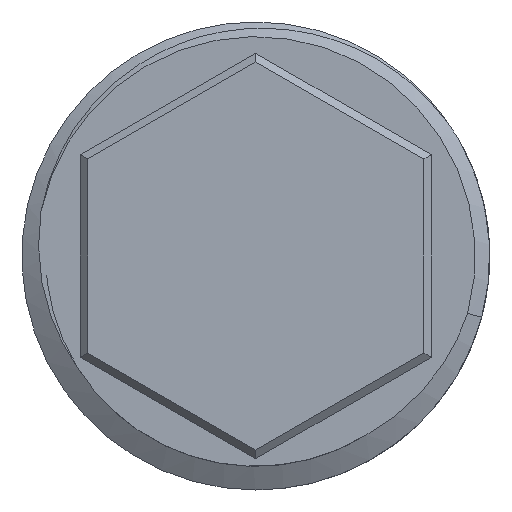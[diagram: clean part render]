
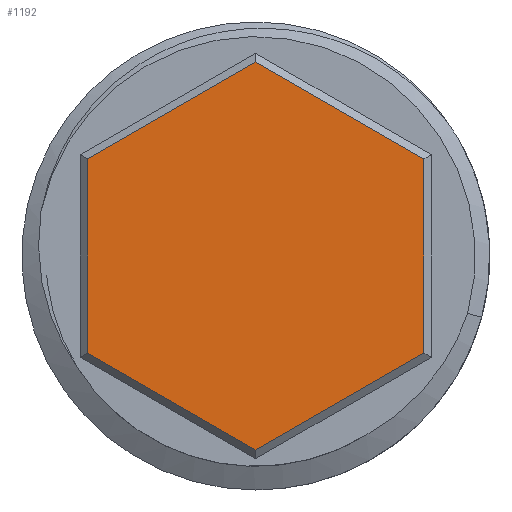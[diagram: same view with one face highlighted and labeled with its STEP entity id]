
A CAD part, left-side view. The second image highlights one B-rep face of the part: STEP entity #1192.
In plain terms, the highlighted planar face has unit normal (-1, 0, 0).
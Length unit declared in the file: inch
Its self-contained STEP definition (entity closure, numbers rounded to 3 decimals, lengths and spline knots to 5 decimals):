
#43 = CARTESIAN_POINT ( 'NONE',  ( 0., -0.23122, -0.12772 ) ) ;
#261 = CARTESIAN_POINT ( 'NONE',  ( 0., 0.005, 0.2641 ) ) ;
#317 = DIRECTION ( 'NONE',  ( 0., 0.866, 0.5 ) ) ;
#391 = VECTOR ( 'NONE', #940, 39.37008 ) ;
#447 = LINE ( 'NONE', #43, #391 ) ;
#524 = DIRECTION ( 'NONE',  ( 0., 0., -1. ) ) ;
#552 = DIRECTION ( 'NONE',  ( 0., 0.866, -0.5 ) ) ;
#604 = LINE ( 'NONE', #2071, #4117 ) ;
#719 = VERTEX_POINT ( 'NONE', #3058 ) ;
#940 = DIRECTION ( 'NONE',  ( 0., -0.866, 0.5 ) ) ;
#1014 = CARTESIAN_POINT ( 'NONE',  ( 0., 0.22622, -0.13638 ) ) ;
#1192 = ADVANCED_FACE ( 'Defeatured_0_28', ( #3070 ), #3511, .F. ) ;
#1289 = VECTOR ( 'NONE', #317, 39.37008 ) ;
#1329 = CARTESIAN_POINT ( 'NONE',  ( 0., 0., 0.26122 ) ) ;
#1415 = CARTESIAN_POINT ( 'NONE',  ( 0., 0.23122, 0.12772 ) ) ;
#1432 = ORIENTED_EDGE ( 'NONE', *, *, #1768, .T. ) ;
#1576 = EDGE_LOOP ( 'NONE', ( #1432, #1862, #1847, #5374, #2897, #4906 ) ) ;
#1605 = CARTESIAN_POINT ( 'NONE',  ( 0., 0.22622, 0.13061 ) ) ;
#1768 = EDGE_CURVE ( 'Defeatured_0_28+Defeatured_0_45+Defeatured_0_43+Defeatured_0_47', #719, #3581, #5017, .T. ) ;
#1847 = ORIENTED_EDGE ( 'NONE', *, *, #2721, .T. ) ;
#1862 = ORIENTED_EDGE ( 'NONE', *, *, #2659, .T. ) ;
#1927 = CARTESIAN_POINT ( 'NONE',  ( 0., 0.22622, -0.13061 ) ) ;
#2047 = VERTEX_POINT ( 'NONE', #2323 ) ;
#2071 = CARTESIAN_POINT ( 'NONE',  ( 0., -0.005, -0.2641 ) ) ;
#2323 = CARTESIAN_POINT ( 'NONE',  ( 0., -0.22622, -0.13061 ) ) ;
#2387 = LINE ( 'NONE', #1415, #4581 ) ;
#2406 = VERTEX_POINT ( 'NONE', #1605 ) ;
#2643 = AXIS2_PLACEMENT_3D ( 'NONE', #2647, #4406, #3009 ) ;
#2647 = CARTESIAN_POINT ( 'NONE',  ( 0., 0.2, 0. ) ) ;
#2659 = EDGE_CURVE ( 'Defeatured_0_28+Defeatured_0_47+Defeatured_0_45+Defeatured_0_46', #3581, #2406, #2387, .T. ) ;
#2721 = EDGE_CURVE ( 'Defeatured_0_28+Defeatured_0_46+Defeatured_0_47+Defeatured_0_44', #2406, #4215, #3623, .T. ) ;
#2835 = VECTOR ( 'NONE', #524, 39.37008 ) ;
#2897 = ORIENTED_EDGE ( 'NONE', *, *, #5292, .T. ) ;
#2902 = LINE ( 'NONE', #3453, #4530 ) ;
#3009 = DIRECTION ( 'NONE',  ( 0., 0., -1. ) ) ;
#3058 = CARTESIAN_POINT ( 'NONE',  ( 0., -0.22622, 0.13061 ) ) ;
#3070 = FACE_OUTER_BOUND ( 'NONE', #1576, .T. ) ;
#3421 = EDGE_CURVE ( 'Defeatured_0_28+Defeatured_0_44+Defeatured_0_46+Defeatured_0_42', #4215, #3616, #604, .T. ) ;
#3453 = CARTESIAN_POINT ( 'NONE',  ( 0., -0.22622, 0.13638 ) ) ;
#3511 = PLANE ( 'NONE',  #2643 ) ;
#3581 = VERTEX_POINT ( 'NONE', #1329 ) ;
#3616 = VERTEX_POINT ( 'NONE', #4818 ) ;
#3623 = LINE ( 'NONE', #1014, #2835 ) ;
#4117 = VECTOR ( 'NONE', #5594, 39.37008 ) ;
#4215 = VERTEX_POINT ( 'NONE', #1927 ) ;
#4406 = DIRECTION ( 'NONE',  ( 1., 0., 0. ) ) ;
#4530 = VECTOR ( 'NONE', #5177, 39.37008 ) ;
#4581 = VECTOR ( 'NONE', #552, 39.37008 ) ;
#4818 = CARTESIAN_POINT ( 'NONE',  ( 0., 0., -0.26122 ) ) ;
#4906 = ORIENTED_EDGE ( 'NONE', *, *, #5213, .T. ) ;
#5017 = LINE ( 'NONE', #261, #1289 ) ;
#5177 = DIRECTION ( 'NONE',  ( 0., 0., 1. ) ) ;
#5213 = EDGE_CURVE ( 'Defeatured_0_28+Defeatured_0_43+Defeatured_0_42+Defeatured_0_45', #2047, #719, #2902, .T. ) ;
#5292 = EDGE_CURVE ( 'Defeatured_0_28+Defeatured_0_42+Defeatured_0_44+Defeatured_0_43', #3616, #2047, #447, .T. ) ;
#5374 = ORIENTED_EDGE ( 'NONE', *, *, #3421, .T. ) ;
#5594 = DIRECTION ( 'NONE',  ( 0., -0.866, -0.5 ) ) ;
